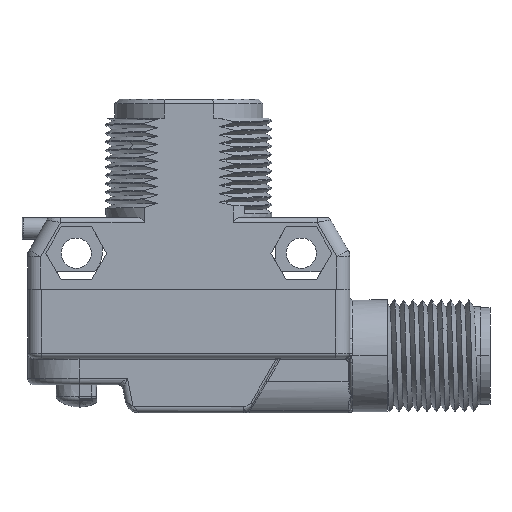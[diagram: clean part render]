
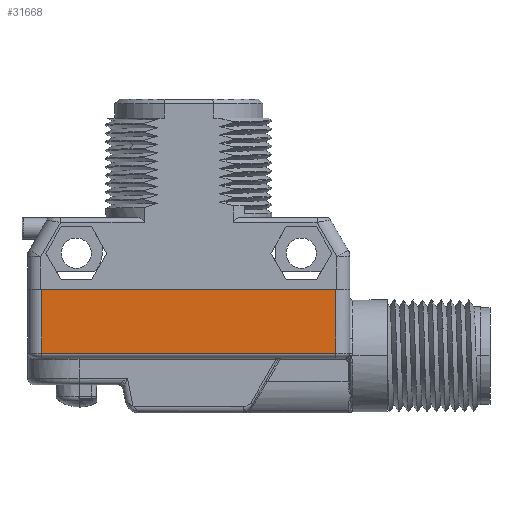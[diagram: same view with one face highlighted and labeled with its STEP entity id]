
A CAD part, left-side view. The second image highlights one B-rep face of the part: STEP entity #31668.
In plain terms, the highlighted planar face has unit normal (-1, 0, 0).
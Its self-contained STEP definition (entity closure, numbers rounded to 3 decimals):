
#26092=DIRECTION('',(0.,1.,0.));
#26093=VECTOR('',#26092,31.5);
#26094=CARTESIAN_POINT('',(-7.5,1.5,0.));
#26095=LINE('',#26094,#26093);
#26132=DIRECTION('',(0.,0.,1.));
#26133=VECTOR('',#26132,6.8);
#26134=CARTESIAN_POINT('',(-7.5,33.,-6.8));
#26135=LINE('',#26134,#26133);
#26145=DIRECTION('',(0.,0.,-1.));
#26146=VECTOR('',#26145,6.8);
#26147=CARTESIAN_POINT('',(-7.5,1.5,0.));
#26148=LINE('',#26147,#26146);
#29683=DIRECTION('',(0.,-1.,0.));
#29684=VECTOR('',#29683,31.5);
#29685=CARTESIAN_POINT('',(-7.5,33.,-6.8));
#29686=LINE('',#29685,#29684);
#29729=CARTESIAN_POINT('',(-7.5,33.,0.));
#29731=VERTEX_POINT('',#29729);
#29736=CARTESIAN_POINT('',(-7.5,1.5,0.));
#29737=VERTEX_POINT('',#29736);
#29812=CARTESIAN_POINT('',(-7.5,33.,-6.8));
#29813=VERTEX_POINT('',#29812);
#29816=CARTESIAN_POINT('',(-7.5,1.5,-6.8));
#29817=VERTEX_POINT('',#29816);
#31655=CARTESIAN_POINT('',(-7.5,0.,-13.2));
#31656=DIRECTION('',(-1.,0.,0.));
#31657=DIRECTION('',(0.,0.,1.));
#31658=AXIS2_PLACEMENT_3D('',#31655,#31656,#31657);
#31659=PLANE('',#31658);
#31660=ORIENTED_EDGE('',*,*,#31646,.T.);
#31661=ORIENTED_EDGE('',*,*,#31618,.F.);
#31663=ORIENTED_EDGE('',*,*,#31662,.T.);
#31665=ORIENTED_EDGE('',*,*,#31664,.F.);
#31666=EDGE_LOOP('',(#31660,#31661,#31663,#31665));
#31667=FACE_OUTER_BOUND('',#31666,.F.);
#31668=ADVANCED_FACE('',(#31667),#31659,.T.);
#31618=EDGE_CURVE('',#29737,#29731,#26095,.T.);
#31646=EDGE_CURVE('',#29813,#29731,#26135,.T.);
#31662=EDGE_CURVE('',#29737,#29817,#26148,.T.);
#31664=EDGE_CURVE('',#29813,#29817,#29686,.T.);
